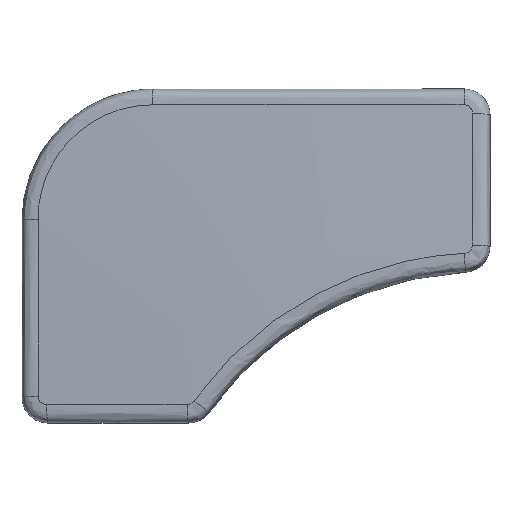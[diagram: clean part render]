
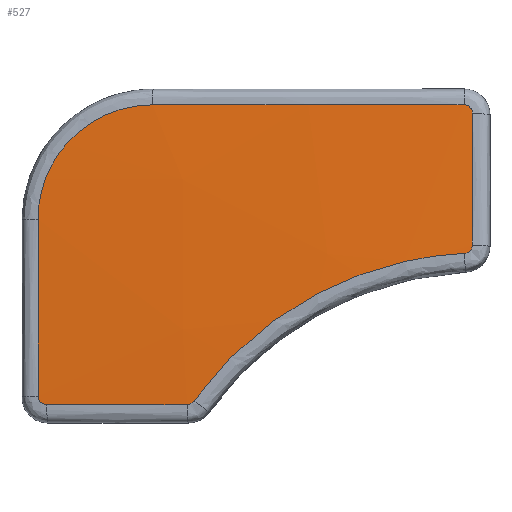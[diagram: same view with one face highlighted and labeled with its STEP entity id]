
A CAD part, top view. The second image highlights one B-rep face of the part: STEP entity #527.
In plain terms, the highlighted spherical face has radius 425 mm.
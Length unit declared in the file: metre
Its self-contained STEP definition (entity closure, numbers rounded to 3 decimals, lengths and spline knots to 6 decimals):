
#30=SPHERICAL_SURFACE('',#592,0.425);
#67=B_SPLINE_CURVE_WITH_KNOTS('',3,(#860,#861,#862,#863),.UNSPECIFIED.,
 .F.,.F.,(4,4),(0.,1.),.UNSPECIFIED.);
#68=B_SPLINE_CURVE_WITH_KNOTS('',3,(#866,#867,#868,#869),.UNSPECIFIED.,
 .F.,.F.,(4,4),(0.,1.),.UNSPECIFIED.);
#69=B_SPLINE_CURVE_WITH_KNOTS('',3,(#871,#872,#873,#874),.UNSPECIFIED.,
 .F.,.F.,(4,4),(0.,1.),.UNSPECIFIED.);
#70=B_SPLINE_CURVE_WITH_KNOTS('',3,(#876,#877,#878,#879,#880,#881,#882),
 .UNSPECIFIED.,.F.,.F.,(4,1,1,1,4),(0.,0.25,0.5,0.75,1.),.UNSPECIFIED.);
#71=B_SPLINE_CURVE_WITH_KNOTS('',3,(#884,#885,#886,#887),.UNSPECIFIED.,
 .F.,.F.,(4,4),(0.,1.),.UNSPECIFIED.);
#72=B_SPLINE_CURVE_WITH_KNOTS('',3,(#889,#890,#891,#892),.UNSPECIFIED.,
 .F.,.F.,(4,4),(0.,1.),.UNSPECIFIED.);
#73=B_SPLINE_CURVE_WITH_KNOTS('',3,(#894,#895,#896,#897),.UNSPECIFIED.,
 .F.,.F.,(4,4),(0.,1.),.UNSPECIFIED.);
#74=B_SPLINE_CURVE_WITH_KNOTS('',3,(#899,#900,#901,#902),.UNSPECIFIED.,
 .F.,.F.,(4,4),(0.,1.),.UNSPECIFIED.);
#75=B_SPLINE_CURVE_WITH_KNOTS('',3,(#904,#905,#906,#907,#908,#909,#910,
#911,#912,#913),.UNSPECIFIED.,.F.,.F.,(4,1,1,1,1,1,1,4),(0.,0.125,0.25,
0.5,0.625,0.75,0.875,1.),.UNSPECIFIED.);
#76=B_SPLINE_CURVE_WITH_KNOTS('',3,(#915,#916,#917,#918),.UNSPECIFIED.,
 .F.,.F.,(4,4),(0.,1.),.UNSPECIFIED.);
#139=ORIENTED_EDGE('',*,*,#281,.T.);
#140=ORIENTED_EDGE('',*,*,#282,.T.);
#141=ORIENTED_EDGE('',*,*,#283,.T.);
#142=ORIENTED_EDGE('',*,*,#284,.T.);
#143=ORIENTED_EDGE('',*,*,#285,.T.);
#144=ORIENTED_EDGE('',*,*,#286,.T.);
#145=ORIENTED_EDGE('',*,*,#287,.T.);
#146=ORIENTED_EDGE('',*,*,#288,.T.);
#147=ORIENTED_EDGE('',*,*,#289,.T.);
#148=ORIENTED_EDGE('',*,*,#290,.T.);
#281=EDGE_CURVE('',#347,#348,#67,.T.);
#282=EDGE_CURVE('',#348,#349,#68,.T.);
#283=EDGE_CURVE('',#349,#350,#69,.T.);
#284=EDGE_CURVE('',#350,#351,#70,.T.);
#285=EDGE_CURVE('',#351,#352,#71,.T.);
#286=EDGE_CURVE('',#352,#353,#72,.T.);
#287=EDGE_CURVE('',#353,#354,#73,.T.);
#288=EDGE_CURVE('',#354,#355,#74,.T.);
#289=EDGE_CURVE('',#355,#356,#75,.T.);
#290=EDGE_CURVE('',#356,#347,#76,.T.);
#347=VERTEX_POINT('',#864);
#348=VERTEX_POINT('',#865);
#349=VERTEX_POINT('',#870);
#350=VERTEX_POINT('',#875);
#351=VERTEX_POINT('',#883);
#352=VERTEX_POINT('',#888);
#353=VERTEX_POINT('',#893);
#354=VERTEX_POINT('',#898);
#355=VERTEX_POINT('',#903);
#356=VERTEX_POINT('',#914);
#430=EDGE_LOOP('',(#139,#140,#141,#142,#143,#144,#145,#146,#147,#148));
#474=FACE_BOUND('',#430,.T.);
#527=ADVANCED_FACE('',(#474),#30,.T.);
#592=AXIS2_PLACEMENT_3D('',#859,#683,#684);
#683=DIRECTION('',(1.,0.,0.));
#684=DIRECTION('',(0.,0.,1.));
#859=CARTESIAN_POINT('',(0.038795,-0.00334,-0.388861));
#860=CARTESIAN_POINT('',(0.000264,0.014724,0.034003));
#861=CARTESIAN_POINT('',(0.000264,0.014336,0.03402));
#862=CARTESIAN_POINT('',(0.000579,0.014021,0.034062));
#863=CARTESIAN_POINT('',(0.000966,0.014021,0.034096));
#864=CARTESIAN_POINT('',(0.000264,0.014724,0.034003));
#865=CARTESIAN_POINT('',(0.000966,0.014021,0.034096));
#866=CARTESIAN_POINT('',(0.000966,0.014021,0.034096));
#867=CARTESIAN_POINT('',(0.004954,0.014024,0.034453));
#868=CARTESIAN_POINT('',(0.008947,0.014024,0.034753));
#869=CARTESIAN_POINT('',(0.012943,0.014021,0.034997));
#870=CARTESIAN_POINT('',(0.012943,0.014021,0.034997));
#871=CARTESIAN_POINT('',(0.012943,0.014021,0.034997));
#872=CARTESIAN_POINT('',(0.013167,0.014021,0.035011));
#873=CARTESIAN_POINT('',(0.013383,0.014132,0.035019));
#874=CARTESIAN_POINT('',(0.013514,0.014314,0.035019));
#875=CARTESIAN_POINT('',(0.013514,0.014314,0.035019));
#876=CARTESIAN_POINT('',(0.013514,0.014314,0.035019));
#877=CARTESIAN_POINT('',(0.014843,0.016165,0.035021));
#878=CARTESIAN_POINT('',(0.017914,0.019551,0.035026));
#879=CARTESIAN_POINT('',(0.023466,0.023444,0.035036));
#880=CARTESIAN_POINT('',(0.029813,0.026034,0.035046));
#881=CARTESIAN_POINT('',(0.034265,0.026768,0.035053));
#882=CARTESIAN_POINT('',(0.036528,0.026885,0.035057));
#883=CARTESIAN_POINT('',(0.036528,0.026885,0.035057));
#884=CARTESIAN_POINT('',(0.036528,0.026885,0.035057));
#885=CARTESIAN_POINT('',(0.036902,0.026904,0.035058));
#886=CARTESIAN_POINT('',(0.037194,0.027213,0.035037));
#887=CARTESIAN_POINT('',(0.037194,0.027587,0.035009));
#888=CARTESIAN_POINT('',(0.037194,0.027587,0.035009));
#889=CARTESIAN_POINT('',(0.037194,0.027587,0.035009));
#890=CARTESIAN_POINT('',(0.037194,0.031331,0.034736));
#891=CARTESIAN_POINT('',(0.037194,0.035073,0.034413));
#892=CARTESIAN_POINT('',(0.037194,0.038809,0.034041));
#893=CARTESIAN_POINT('',(0.037194,0.038809,0.034041));
#894=CARTESIAN_POINT('',(0.037194,0.038809,0.034041));
#895=CARTESIAN_POINT('',(0.037194,0.039196,0.034002));
#896=CARTESIAN_POINT('',(0.036881,0.039511,0.033969));
#897=CARTESIAN_POINT('',(0.036492,0.039511,0.033967));
#898=CARTESIAN_POINT('',(0.036492,0.039511,0.033967));
#899=CARTESIAN_POINT('',(0.036492,0.039511,0.033967));
#900=CARTESIAN_POINT('',(0.027637,0.039511,0.033919));
#901=CARTESIAN_POINT('',(0.0188,0.039511,0.033593));
#902=CARTESIAN_POINT('',(0.009998,0.039511,0.032992));
#903=CARTESIAN_POINT('',(0.009998,0.039511,0.032992));
#904=CARTESIAN_POINT('',(0.009998,0.039511,0.032992));
#905=CARTESIAN_POINT('',(0.009352,0.039511,0.032948));
#906=CARTESIAN_POINT('',(0.008089,0.039389,0.032871));
#907=CARTESIAN_POINT('',(0.005623,0.038636,0.032762));
#908=CARTESIAN_POINT('',(0.003478,0.037201,0.032728));
#909=CARTESIAN_POINT('',(0.001841,0.035208,0.032773));
#910=CARTESIAN_POINT('',(0.000949,0.033526,0.032844));
#911=CARTESIAN_POINT('',(0.000385,0.031678,0.03295));
#912=CARTESIAN_POINT('',(0.000264,0.03042,0.033041));
#913=CARTESIAN_POINT('',(0.000264,0.029777,0.033091));
#914=CARTESIAN_POINT('',(0.000264,0.029777,0.033091));
#915=CARTESIAN_POINT('',(0.000264,0.029777,0.033091));
#916=CARTESIAN_POINT('',(0.000264,0.024765,0.033485));
#917=CARTESIAN_POINT('',(0.000264,0.019746,0.033789));
#918=CARTESIAN_POINT('',(0.000264,0.014724,0.034003));
